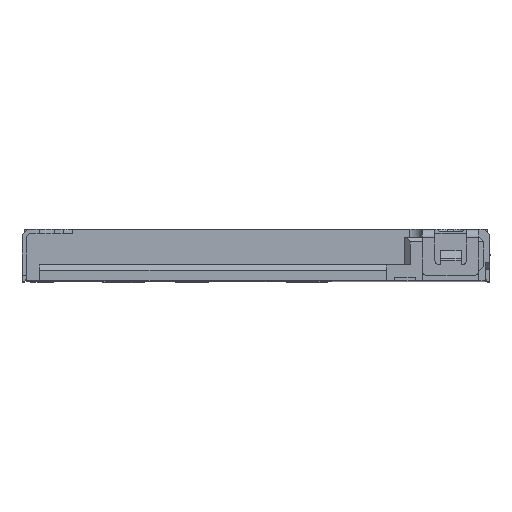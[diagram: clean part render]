
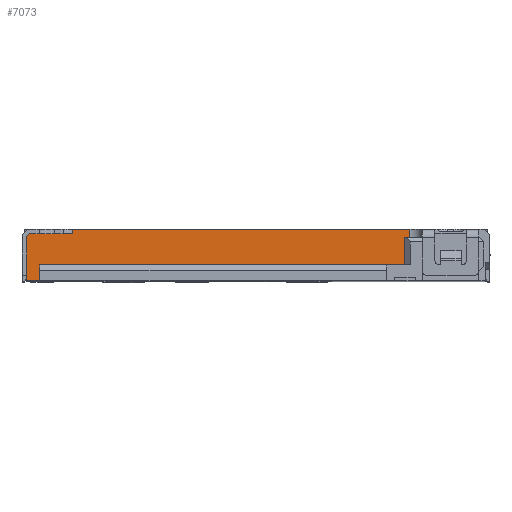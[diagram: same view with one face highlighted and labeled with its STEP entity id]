
A CAD part, top view. The second image highlights one B-rep face of the part: STEP entity #7073.
In plain terms, the highlighted planar face has unit normal (0, 0, 1).
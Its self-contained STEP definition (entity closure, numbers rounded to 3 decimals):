
#5 = CARTESIAN_POINT ( 'NONE',  ( 0.075, 1.15, 11.05 ) ) ;
#41 = CARTESIAN_POINT ( 'NONE',  ( -4.52, 1.25, 11.05 ) ) ;
#356 = CARTESIAN_POINT ( 'NONE',  ( -4.52, 1.15, 11.05 ) ) ;
#553 = EDGE_CURVE ( 'NONE', #11066, #15341, #9667, .T. ) ;
#739 = DIRECTION ( 'NONE',  ( 1., 0., 0. ) ) ;
#756 = CARTESIAN_POINT ( 'NONE',  ( -4.2, 0.02, 11.05 ) ) ;
#796 = EDGE_CURVE ( 'NONE', #1699, #13266, #12877, .T. ) ;
#1059 = EDGE_CURVE ( 'NONE', #5351, #7473, #1977, .T. ) ;
#1125 = CARTESIAN_POINT ( 'NONE',  ( -4.513, 1., 11.05 ) ) ;
#1155 = CARTESIAN_POINT ( 'NONE',  ( 4.55, 0.4, 11.05 ) ) ;
#1172 = CARTESIAN_POINT ( 'NONE',  ( -4.52, 0.635, 11.05 ) ) ;
#1250 = CARTESIAN_POINT ( 'NONE',  ( -4.52, 0.15, 11.05 ) ) ;
#1292 = VECTOR ( 'NONE', #2471, 1000. ) ;
#1483 = CARTESIAN_POINT ( 'NONE',  ( -4.2, 0.635, 11.05 ) ) ;
#1699 = VERTEX_POINT ( 'NONE', #13305 ) ;
#1830 = CARTESIAN_POINT ( 'NONE',  ( -4.52, 0.635, 11.05 ) ) ;
#1977 = LINE ( 'NONE', #4559, #14910 ) ;
#2023 = LINE ( 'NONE', #8754, #15348 ) ;
#2080 = ORIENTED_EDGE ( 'NONE', *, *, #13154, .F. ) ;
#2238 = LINE ( 'NONE', #6629, #8303 ) ;
#2376 = LINE ( 'NONE', #2855, #2779 ) ;
#2471 = DIRECTION ( 'NONE',  ( 0., 1., 0. ) ) ;
#2754 = VECTOR ( 'NONE', #8629, 1000. ) ;
#2779 = VECTOR ( 'NONE', #10592, 1000. ) ;
#2855 = CARTESIAN_POINT ( 'NONE',  ( 0.075, 1., 11.05 ) ) ;
#3460 = ORIENTED_EDGE ( 'NONE', *, *, #16635, .F. ) ;
#3531 = EDGE_CURVE ( 'NONE', #6565, #13266, #4552, .T. ) ;
#3562 = ORIENTED_EDGE ( 'NONE', *, *, #796, .T. ) ;
#3578 = ORIENTED_EDGE ( 'NONE', *, *, #11872, .F. ) ;
#3636 = FACE_OUTER_BOUND ( 'NONE', #7462, .T. ) ;
#4231 = ORIENTED_EDGE ( 'NONE', *, *, #5364, .T. ) ;
#4274 = ORIENTED_EDGE ( 'NONE', *, *, #9081, .F. ) ;
#4481 = ORIENTED_EDGE ( 'NONE', *, *, #7305, .F. ) ;
#4552 = LINE ( 'NONE', #1483, #10622 ) ;
#4559 = CARTESIAN_POINT ( 'NONE',  ( 0.075, 0.55, 11.05 ) ) ;
#4560 = VERTEX_POINT ( 'NONE', #356 ) ;
#4705 = CARTESIAN_POINT ( 'NONE',  ( -3.42, 1.2, 11.05 ) ) ;
#4782 = DIRECTION ( 'NONE',  ( 1., 0., 0. ) ) ;
#4827 = CARTESIAN_POINT ( 'NONE',  ( -4.52, 0.4, 11.05 ) ) ;
#5063 = ORIENTED_EDGE ( 'NONE', *, *, #553, .F. ) ;
#5351 = VERTEX_POINT ( 'NONE', #9063 ) ;
#5364 = EDGE_CURVE ( 'NONE', #8857, #14914, #11153, .T. ) ;
#5822 = VECTOR ( 'NONE', #7807, 1000. ) ;
#5907 = LINE ( 'NONE', #8544, #15398 ) ;
#5927 = CARTESIAN_POINT ( 'NONE',  ( -3.42, 1.25, 11.05 ) ) ;
#6502 = VECTOR ( 'NONE', #13457, 1000. ) ;
#6565 = VERTEX_POINT ( 'NONE', #14099 ) ;
#6617 = DIRECTION ( 'NONE',  ( 0., -1., 0. ) ) ;
#6622 = VERTEX_POINT ( 'NONE', #7756 ) ;
#6629 = CARTESIAN_POINT ( 'NONE',  ( -4.513, 0.635, 11.05 ) ) ;
#6761 = VERTEX_POINT ( 'NONE', #14354 ) ;
#6868 = CARTESIAN_POINT ( 'NONE',  ( -4.52, 0.635, 11.05 ) ) ;
#6988 = DIRECTION ( 'NONE',  ( 0., -1., 0. ) ) ;
#7073 = ADVANCED_FACE ( 'NONE', ( #3636 ), #9920, .F. ) ;
#7130 = EDGE_CURVE ( 'NONE', #15341, #6565, #2023, .T. ) ;
#7305 = EDGE_CURVE ( 'NONE', #6622, #11066, #7652, .T. ) ;
#7387 = EDGE_CURVE ( 'NONE', #8586, #5351, #10891, .T. ) ;
#7450 = VECTOR ( 'NONE', #10760, 1000. ) ;
#7462 = EDGE_LOOP ( 'NONE', ( #5063, #4481, #10598, #4231, #4274, #15772, #3578, #11967, #3460, #13248, #15042, #8378, #2080, #8363, #3562, #11189, #10496 ) ) ;
#7473 = VERTEX_POINT ( 'NONE', #9633 ) ;
#7652 = LINE ( 'NONE', #9068, #15954 ) ;
#7698 = VECTOR ( 'NONE', #14277, 1000. ) ;
#7756 = CARTESIAN_POINT ( 'NONE',  ( 4.67, 1.05, 11.05 ) ) ;
#7807 = DIRECTION ( 'NONE',  ( 0., -1., 0. ) ) ;
#8258 = VECTOR ( 'NONE', #10387, 1000. ) ;
#8303 = VECTOR ( 'NONE', #14365, 1000. ) ;
#8363 = ORIENTED_EDGE ( 'NONE', *, *, #8931, .T. ) ;
#8378 = ORIENTED_EDGE ( 'NONE', *, *, #7387, .F. ) ;
#8544 = CARTESIAN_POINT ( 'NONE',  ( 0.075, 1.15, 11.05 ) ) ;
#8586 = VERTEX_POINT ( 'NONE', #4827 ) ;
#8629 = DIRECTION ( 'NONE',  ( 0., 1., 0. ) ) ;
#8639 = VERTEX_POINT ( 'NONE', #1125 ) ;
#8702 = VERTEX_POINT ( 'NONE', #16750 ) ;
#8754 = CARTESIAN_POINT ( 'NONE',  ( 0.075, 0.4, 11.05 ) ) ;
#8857 = VERTEX_POINT ( 'NONE', #11938 ) ;
#8931 = EDGE_CURVE ( 'NONE', #14506, #1699, #9425, .T. ) ;
#9063 = CARTESIAN_POINT ( 'NONE',  ( -4.52, 0.55, 11.05 ) ) ;
#9068 = CARTESIAN_POINT ( 'NONE',  ( 0.075, 1.05, 11.05 ) ) ;
#9081 = EDGE_CURVE ( 'NONE', #6761, #14914, #13463, .T. ) ;
#9425 = LINE ( 'NONE', #12120, #15480 ) ;
#9633 = CARTESIAN_POINT ( 'NONE',  ( -4.513, 0.55, 11.05 ) ) ;
#9667 = LINE ( 'NONE', #15554, #5822 ) ;
#9831 = DIRECTION ( 'NONE',  ( 1., 0., 0. ) ) ;
#9920 = PLANE ( 'NONE',  #13336 ) ;
#10038 = DIRECTION ( 'NONE',  ( -1., 0., 0. ) ) ;
#10224 = LINE ( 'NONE', #14713, #16694 ) ;
#10375 = DIRECTION ( 'NONE',  ( -1., 0., 0. ) ) ;
#10387 = DIRECTION ( 'NONE',  ( 1., 0., 0. ) ) ;
#10496 = ORIENTED_EDGE ( 'NONE', *, *, #7130, .F. ) ;
#10592 = DIRECTION ( 'NONE',  ( -1., 0., 0. ) ) ;
#10598 = ORIENTED_EDGE ( 'NONE', *, *, #16748, .F. ) ;
#10622 = VECTOR ( 'NONE', #6617, 1000. ) ;
#10754 = CARTESIAN_POINT ( 'NONE',  ( 4.55, 1.05, 11.05 ) ) ;
#10760 = DIRECTION ( 'NONE',  ( 0., 1., 0. ) ) ;
#10891 = LINE ( 'NONE', #6868, #7450 ) ;
#11066 = VERTEX_POINT ( 'NONE', #10754 ) ;
#11153 = LINE ( 'NONE', #41, #7698 ) ;
#11156 = DIRECTION ( 'NONE',  ( 1., 0., 0. ) ) ;
#11189 = ORIENTED_EDGE ( 'NONE', *, *, #3531, .F. ) ;
#11229 = CARTESIAN_POINT ( 'NONE',  ( -4.52, 1.25, 11.05 ) ) ;
#11582 = LINE ( 'NONE', #1172, #1292 ) ;
#11872 = EDGE_CURVE ( 'NONE', #4560, #14366, #5907, .T. ) ;
#11938 = CARTESIAN_POINT ( 'NONE',  ( 4.67, 1.25, 11.05 ) ) ;
#11967 = ORIENTED_EDGE ( 'NONE', *, *, #12221, .F. ) ;
#12120 = CARTESIAN_POINT ( 'NONE',  ( -4.52, 0.203, 11.05 ) ) ;
#12221 = EDGE_CURVE ( 'NONE', #8702, #4560, #11582, .T. ) ;
#12487 = CARTESIAN_POINT ( 'NONE',  ( -4.32, 1.15, 11.05 ) ) ;
#12518 = DIRECTION ( 'NONE',  ( 0., 0., -1. ) ) ;
#12877 = LINE ( 'NONE', #16296, #16325 ) ;
#13154 = EDGE_CURVE ( 'NONE', #14506, #8586, #13385, .T. ) ;
#13248 = ORIENTED_EDGE ( 'NONE', *, *, #14135, .F. ) ;
#13266 = VERTEX_POINT ( 'NONE', #756 ) ;
#13305 = CARTESIAN_POINT ( 'NONE',  ( -4.52, 0.02, 11.05 ) ) ;
#13336 = AXIS2_PLACEMENT_3D ( 'NONE', #11229, #12518, #4782 ) ;
#13385 = LINE ( 'NONE', #1830, #6502 ) ;
#13457 = DIRECTION ( 'NONE',  ( 0., 1., 0. ) ) ;
#13463 = LINE ( 'NONE', #4705, #2754 ) ;
#14099 = CARTESIAN_POINT ( 'NONE',  ( -4.2, 0.4, 11.05 ) ) ;
#14135 = EDGE_CURVE ( 'NONE', #7473, #8639, #2238, .T. ) ;
#14277 = DIRECTION ( 'NONE',  ( -1., 0., 0. ) ) ;
#14354 = CARTESIAN_POINT ( 'NONE',  ( -3.42, 1.15, 11.05 ) ) ;
#14365 = DIRECTION ( 'NONE',  ( 0., 1., 0. ) ) ;
#14366 = VERTEX_POINT ( 'NONE', #12487 ) ;
#14506 = VERTEX_POINT ( 'NONE', #1250 ) ;
#14713 = CARTESIAN_POINT ( 'NONE',  ( 4.67, 0.635, 11.05 ) ) ;
#14910 = VECTOR ( 'NONE', #739, 1000. ) ;
#14914 = VERTEX_POINT ( 'NONE', #5927 ) ;
#15042 = ORIENTED_EDGE ( 'NONE', *, *, #1059, .F. ) ;
#15135 = LINE ( 'NONE', #5, #8258 ) ;
#15341 = VERTEX_POINT ( 'NONE', #1155 ) ;
#15348 = VECTOR ( 'NONE', #10038, 1000. ) ;
#15398 = VECTOR ( 'NONE', #9831, 1000. ) ;
#15480 = VECTOR ( 'NONE', #6988, 1000. ) ;
#15554 = CARTESIAN_POINT ( 'NONE',  ( 4.55, 0.635, 11.05 ) ) ;
#15772 = ORIENTED_EDGE ( 'NONE', *, *, #16032, .F. ) ;
#15954 = VECTOR ( 'NONE', #10375, 1000. ) ;
#16009 = DIRECTION ( 'NONE',  ( 0., -1., 0. ) ) ;
#16032 = EDGE_CURVE ( 'NONE', #14366, #6761, #15135, .T. ) ;
#16296 = CARTESIAN_POINT ( 'NONE',  ( 0.98, 0.02, 11.05 ) ) ;
#16325 = VECTOR ( 'NONE', #11156, 1000. ) ;
#16635 = EDGE_CURVE ( 'NONE', #8639, #8702, #2376, .T. ) ;
#16694 = VECTOR ( 'NONE', #16009, 1000. ) ;
#16748 = EDGE_CURVE ( 'NONE', #8857, #6622, #10224, .T. ) ;
#16750 = CARTESIAN_POINT ( 'NONE',  ( -4.52, 1., 11.05 ) ) ;
